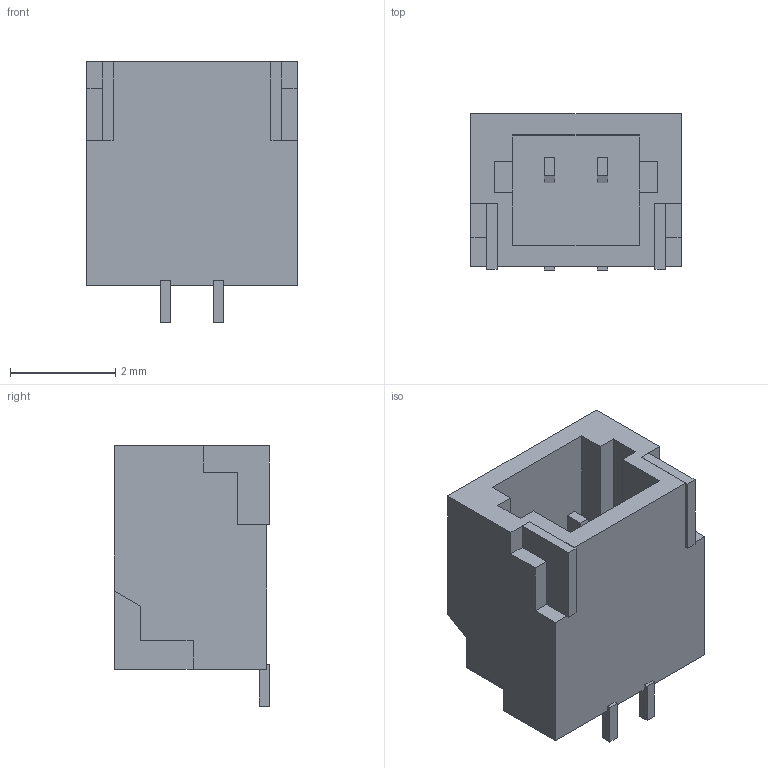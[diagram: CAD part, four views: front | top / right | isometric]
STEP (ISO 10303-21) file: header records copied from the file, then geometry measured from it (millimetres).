
FILE_DESCRIPTION (( 'STEP AP214' ), '1' );
FILE_NAME ('SM02B-SRSS-TB.STEP', '2022-04-12T14:29:38', ( '' ), ( '' ), 'SwSTEP 2.0', 'SolidWorks 2020', '' );
FILE_SCHEMA (( 'AUTOMOTIVE_DESIGN' ));
Length unit declared in the file: millimetre
Products named in the file (7): Body; JST Logo; Pins; Marking; Tabs; Pins1; SM02B-SRSS-TB
Assembly tree (7 placements, depth 2):
  SM02B-SRSS-TB
    Body
    Pins1  x2
    Marking
    JST Logo
    Pins
    Tabs
Bounding box: 4 x 2.96 x 4.95 mm (x, y, z)
Volume: 31.9 mm3; surface area: 135.3 mm2
Topology: 13 solids, 13 shells, 149 faces, 366 edges, 244 vertices
Faces by surface type: plane 118, bspline 31
Entity records: 4523 total; most frequent: CARTESIAN_POINT 1126, ORIENTED_EDGE 684, DIRECTION 510, EDGE_CURVE 342, LINE 278, VECTOR 278, VERTEX_POINT 228, EDGE_LOOP 138
